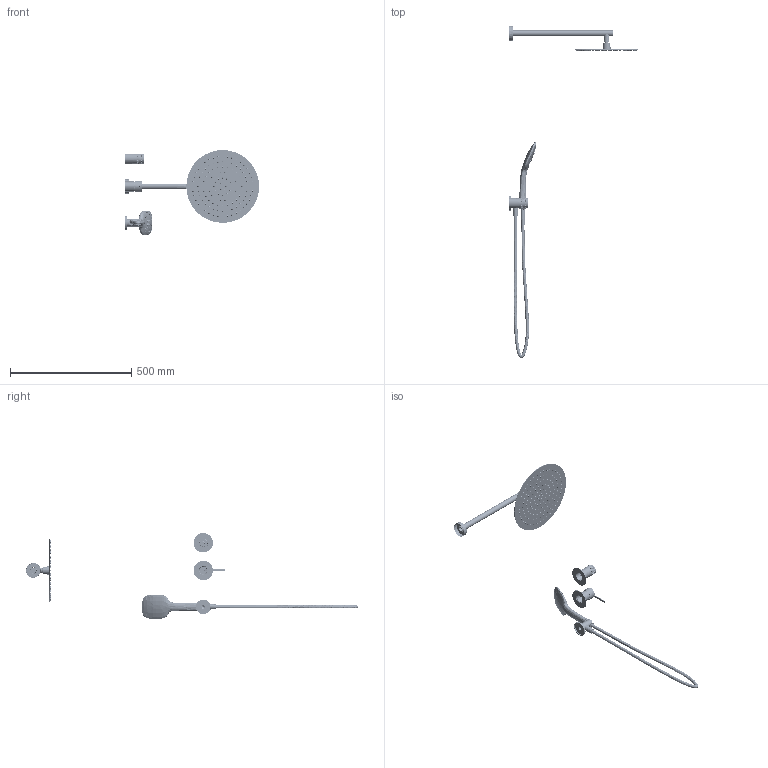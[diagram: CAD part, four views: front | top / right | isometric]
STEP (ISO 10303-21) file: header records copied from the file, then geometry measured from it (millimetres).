
FILE_DESCRIPTION (( 'STEP AP203' ), '1' );
FILE_NAME ('84DP12999.STEP', '2025-11-24T11:58:39', ( '' ), ( '' ), 'SwSTEP 2.0', 'SolidWorks 2021', '' );
FILE_SCHEMA (( 'CONFIG_CONTROL_DESIGN' ));
Products named in the file (1): 84DP12999
Bounding box: 552.72 x 1367.8 x 354.22 mm (x, y, z)
Surface area: 728597.3 mm2 (no closed solid volume)
Topology: 0 solids, 30 shells, 8606 faces, 23600 edges, 15712 vertices
Faces by surface type: bspline 2853, plane 2598, cylinder 2587, cone 544, torus 21, sphere 3
Full cylindrical faces by diameter (mm): 1.2 x132, 1.7 x2, 2 x1, 2.3 x1, 3.1 x50, 3.3 x1, 3.6 x50, 4 x265, 4.4 x50, 4.5 x5, 5.5 x1, 5.8 x132, 6.2 x1, 7 x1, 7.9 x1, 8 x1, 10.5 x1, 10.7 x1, 12.7 x1, 13.4 x1, 14 x2, 15 x1, 16.182 x1, 16.45 x2, 18 x3, 18.1 x2, 18.3 x1, 18.5 x1, 18.6 x4, 18.632 x1
Entity records: 546818 total; most frequent: CARTESIAN_POINT 368162, ORIENTED_EDGE 41236, DIRECTION 27121, EDGE_CURVE 20620, VERTEX_POINT 14786, EDGE_LOOP 12076, AXIS2_PLACEMENT_3D 11515, FACE_OUTER_BOUND 10095
